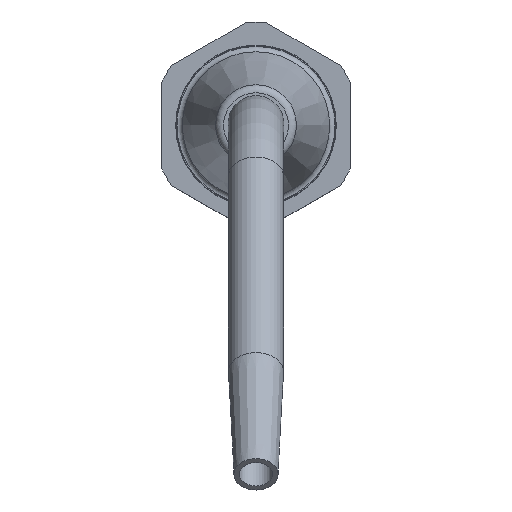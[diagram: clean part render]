
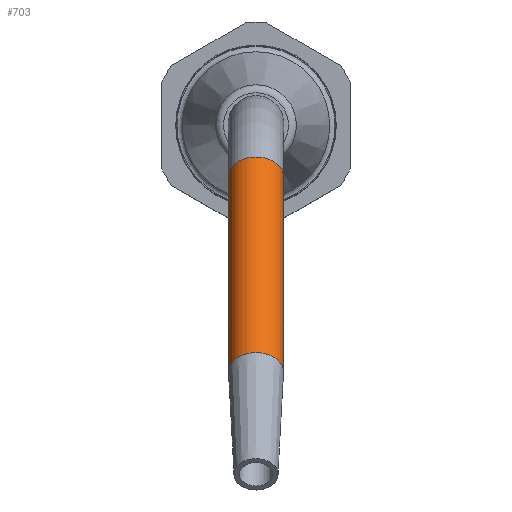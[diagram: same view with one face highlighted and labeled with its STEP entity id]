
A CAD part, top view. The second image highlights one B-rep face of the part: STEP entity #703.
In plain terms, the highlighted cylindrical face has radius 2.5 mm (diameter 5 mm), a full revolution.
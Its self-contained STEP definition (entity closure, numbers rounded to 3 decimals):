
#38=CYLINDRICAL_SURFACE('',#772,2.5);
#171=ORIENTED_EDGE('',*,*,#247,.T.);
#172=ORIENTED_EDGE('',*,*,#251,.T.);
#247=EDGE_CURVE('',#290,#290,#321,.T.);
#251=EDGE_CURVE('',#294,#294,#325,.T.);
#290=VERTEX_POINT('',#1045);
#294=VERTEX_POINT('',#1057);
#321=CIRCLE('',#763,2.5);
#325=CIRCLE('',#771,2.5);
#370=EDGE_LOOP('',(#171));
#371=EDGE_LOOP('',(#172));
#422=FACE_BOUND('',#370,.T.);
#423=FACE_BOUND('',#371,.T.);
#703=ADVANCED_FACE('',(#422,#423),#38,.T.);
#763=AXIS2_PLACEMENT_3D('',#1044,#901,#902);
#771=AXIS2_PLACEMENT_3D('',#1056,#917,#918);
#772=AXIS2_PLACEMENT_3D('',#1058,#919,#920);
#901=DIRECTION('',(0.,-0.707,0.707));
#902=DIRECTION('',(0.,0.707,0.707));
#917=DIRECTION('',(0.,0.707,-0.707));
#918=DIRECTION('',(0.,0.707,0.707));
#919=DIRECTION('',(0.,0.707,-0.707));
#920=DIRECTION('',(0.,0.707,0.707));
#1044=CARTESIAN_POINT('',(0.,-4.833,139.667));
#1045=CARTESIAN_POINT('',(0.,-3.065,141.435));
#1056=CARTESIAN_POINT('',(0.,-22.51,157.345));
#1057=CARTESIAN_POINT('',(0.,-20.743,159.113));
#1058=CARTESIAN_POINT('',(0.,-4.833,139.667));
